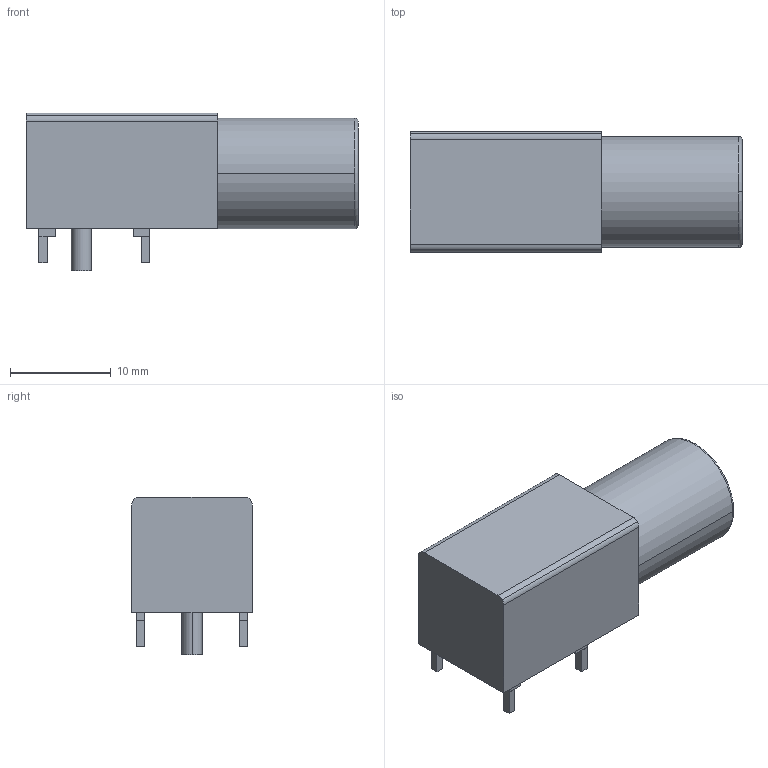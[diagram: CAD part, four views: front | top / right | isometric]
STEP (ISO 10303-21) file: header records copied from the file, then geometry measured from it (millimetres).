
FILE_DESCRIPTION((''),'2;1');
FILE_NAME('MULTI-CONTACT_23.3200-22.stp','2009-11-16T12:15:29',(''),(''),'Mechanical Desktop 2006','Mechanical Desktop 2006',', , ');
FILE_SCHEMA(('AUTOMOTIVE_DESIGN { 1 2 10303 214 0 1 1 1 }'));
Length unit declared in the file: millimetre
Products named in the file (1): Product
Bounding box: 33 x 12 x 15.7 mm (x, y, z)
Volume: 3263.1 mm3; surface area: 3541.1 mm2
Topology: 12 solids, 12 shells, 82 faces, 176 edges, 118 vertices
Faces by surface type: plane 60, cylinder 16, torus 6
Entity records: 2277 total; most frequent: DIRECTION 394, CARTESIAN_POINT 377, ORIENTED_EDGE 352, EDGE_CURVE 176, AXIS2_PLACEMENT_3D 135, VECTOR 124, LINE 124, VERTEX_POINT 118
